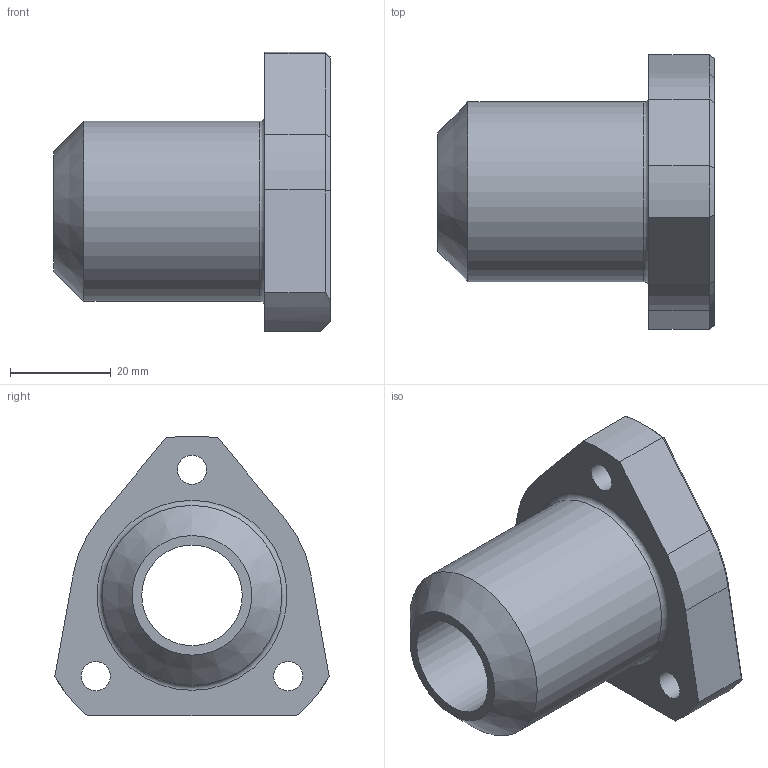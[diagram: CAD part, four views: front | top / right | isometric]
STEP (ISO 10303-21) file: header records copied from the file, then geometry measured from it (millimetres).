
FILE_DESCRIPTION (( 'STEP AP214' ), '1' );
FILE_NAME ('1501-B214B_ProbeReceiver.STEP', '2020-12-04T20:18:18', ( '' ), ( '' ), 'SwSTEP 2.0', 'SolidWorks 2020', '' );
FILE_SCHEMA (( 'AUTOMOTIVE_DESIGN' ));
Length unit declared in the file: millimetre
Products named in the file (1): 1501-B214B_ProbeReceiver
Bounding box: 55 x 54.61 x 55.7 mm (x, y, z)
Volume: 46525.6 mm3; surface area: 14478 mm2
Topology: 1 solids, 1 shells, 44 faces, 102 edges, 65 vertices
Faces by surface type: plane 18, cylinder 13, cone 8, torus 4, sphere 1
Full cylindrical faces by diameter (mm): 5.8 x3, 10 x3, 20 x1, 35.8 x1
Entity records: 1361 total; most frequent: CARTESIAN_POINT 343, DIRECTION 209, ORIENTED_EDGE 182, EDGE_CURVE 91, AXIS2_PLACEMENT_3D 87, EDGE_LOOP 68, VERTEX_POINT 65, FACE_OUTER_BOUND 55
